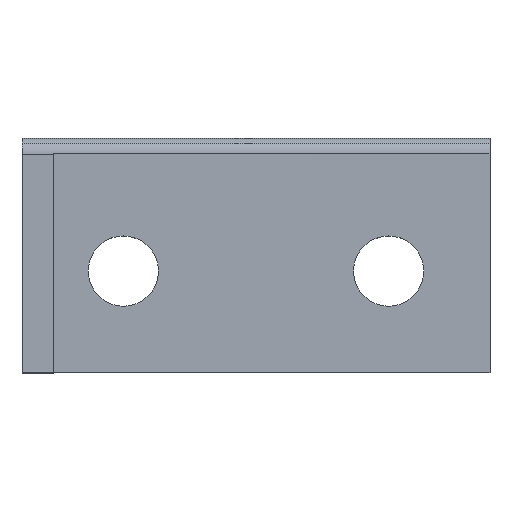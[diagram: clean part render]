
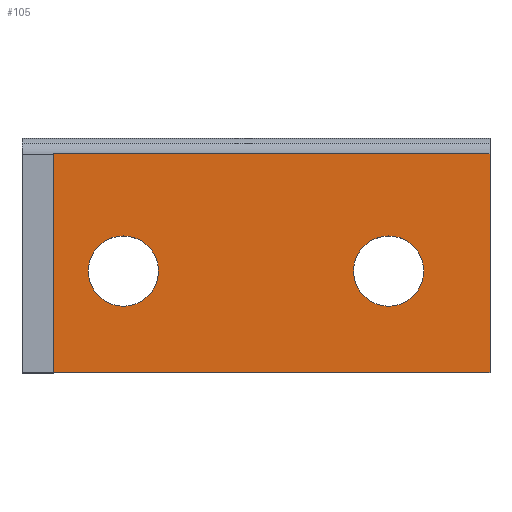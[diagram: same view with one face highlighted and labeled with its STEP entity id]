
A CAD part, top view. The second image highlights one B-rep face of the part: STEP entity #105.
In plain terms, the highlighted planar face has unit normal (0, 0, 1).
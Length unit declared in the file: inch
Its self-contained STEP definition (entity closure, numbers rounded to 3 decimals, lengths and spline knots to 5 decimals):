
#105=ADVANCED_FACE('',(#230,#231,#232),#233,.T.);
#230=FACE_OUTER_BOUND('',#405,.T.);
#231=FACE_BOUND('',#406,.T.);
#232=FACE_BOUND('',#407,.T.);
#233=PLANE('',#408);
#405=EDGE_LOOP('',(#731,#732,#733,#734));
#406=EDGE_LOOP('',(#735,#736,#737,#738));
#407=EDGE_LOOP('',(#739,#740,#741,#742));
#408=AXIS2_PLACEMENT_3D('',#743,#744,#745);
#731=ORIENTED_EDGE('',*,*,#1042,.F.);
#732=ORIENTED_EDGE('',*,*,#1043,.T.);
#733=ORIENTED_EDGE('',*,*,#1025,.F.);
#734=ORIENTED_EDGE('',*,*,#1036,.F.);
#735=ORIENTED_EDGE('',*,*,#1044,.F.);
#736=ORIENTED_EDGE('',*,*,#1045,.F.);
#737=ORIENTED_EDGE('',*,*,#1046,.F.);
#738=ORIENTED_EDGE('',*,*,#1047,.F.);
#739=ORIENTED_EDGE('',*,*,#1048,.F.);
#740=ORIENTED_EDGE('',*,*,#1049,.F.);
#741=ORIENTED_EDGE('',*,*,#1050,.F.);
#742=ORIENTED_EDGE('',*,*,#1051,.F.);
#743=CARTESIAN_POINT('',(0.93743,0.46879,2.3124));
#744=DIRECTION('',(0.,0.,1.0));
#745=DIRECTION('',(0.0,-1.0,0.));
#1025=EDGE_CURVE('',#1244,#1238,#1246,.T.);
#1036=EDGE_CURVE('',#1259,#1244,#1262,.T.);
#1042=EDGE_CURVE('',#1268,#1259,#1269,.T.);
#1043=EDGE_CURVE('',#1268,#1238,#1270,.T.);
#1044=EDGE_CURVE('',#1271,#1272,#1273,.T.);
#1045=EDGE_CURVE('',#1274,#1271,#1275,.T.);
#1046=EDGE_CURVE('',#1276,#1274,#1277,.T.);
#1047=EDGE_CURVE('',#1272,#1276,#1278,.T.);
#1048=EDGE_CURVE('',#1279,#1280,#1281,.T.);
#1049=EDGE_CURVE('',#1282,#1279,#1283,.T.);
#1050=EDGE_CURVE('',#1284,#1282,#1285,.T.);
#1051=EDGE_CURVE('',#1280,#1284,#1286,.T.);
#1238=VERTEX_POINT('',#1564);
#1244=VERTEX_POINT('',#1571);
#1246=LINE('',#1574,#1575);
#1259=VERTEX_POINT('',#1594);
#1262=LINE('',#1597,#1598);
#1268=VERTEX_POINT('',#1605);
#1269=LINE('',#1606,#1607);
#1270=LINE('',#1608,#1609);
#1271=VERTEX_POINT('',#1610);
#1272=VERTEX_POINT('',#1611);
#1273=B_SPLINE_CURVE_WITH_KNOTS('',3,(#1612,#1613,#1614,#1615),.UNSPECIFIED.,.F.,.F.,(4,4),(-1.0,-0.0),.UNSPECIFIED.);
#1274=VERTEX_POINT('',#1616);
#1275=B_SPLINE_CURVE_WITH_KNOTS('',3,(#1617,#1618,#1619,#1620),.UNSPECIFIED.,.F.,.F.,(4,4),(-1.0,-0.0),.UNSPECIFIED.);
#1276=VERTEX_POINT('',#1621);
#1277=B_SPLINE_CURVE_WITH_KNOTS('',3,(#1622,#1623,#1624,#1625),.UNSPECIFIED.,.F.,.F.,(4,4),(-1.0,-0.0),.UNSPECIFIED.);
#1278=B_SPLINE_CURVE_WITH_KNOTS('',3,(#1626,#1627,#1628,#1629),.UNSPECIFIED.,.F.,.F.,(4,4),(-1.0,-0.0),.UNSPECIFIED.);
#1279=VERTEX_POINT('',#1630);
#1280=VERTEX_POINT('',#1631);
#1281=B_SPLINE_CURVE_WITH_KNOTS('',3,(#1632,#1633,#1634,#1635),.UNSPECIFIED.,.F.,.F.,(4,4),(-1.0,-0.0),.UNSPECIFIED.);
#1282=VERTEX_POINT('',#1636);
#1283=B_SPLINE_CURVE_WITH_KNOTS('',3,(#1637,#1638,#1639,#1640),.UNSPECIFIED.,.F.,.F.,(4,4),(-1.0,-0.0),.UNSPECIFIED.);
#1284=VERTEX_POINT('',#1641);
#1285=B_SPLINE_CURVE_WITH_KNOTS('',3,(#1642,#1643,#1644,#1645),.UNSPECIFIED.,.F.,.F.,(4,4),(-1.0,-0.0),.UNSPECIFIED.);
#1286=B_SPLINE_CURVE_WITH_KNOTS('',3,(#1646,#1647,#1648,#1649),.UNSPECIFIED.,.F.,.F.,(4,4),(-1.0,-0.0),.UNSPECIFIED.);
#1564=CARTESIAN_POINT('',(0.125,0.00003,2.3124));
#1571=CARTESIAN_POINT('',(1.87488,0.00003,2.3124));
#1574=CARTESIAN_POINT('',(1.87488,0.00003,2.3124));
#1575=VECTOR('',#1842,1.0);
#1594=CARTESIAN_POINT('',(1.87488,0.87563,2.3124));
#1597=CARTESIAN_POINT('',(1.87488,0.93754,2.3124));
#1598=VECTOR('',#1852,1.0);
#1605=CARTESIAN_POINT('',(0.125,0.87563,2.3124));
#1606=CARTESIAN_POINT('',(0.53121,0.87563,2.3124));
#1607=VECTOR('',#1860,1.0);
#1608=CARTESIAN_POINT('',(0.125,0.46878,2.3124));
#1609=VECTOR('',#1861,1.0);
#1610=CARTESIAN_POINT('',(0.40618,0.54689,2.3124));
#1611=CARTESIAN_POINT('',(0.26556,0.40628,2.3124));
#1612=CARTESIAN_POINT('',(0.40618,0.54689,2.3124));
#1613=CARTESIAN_POINT('',(0.32852,0.54689,2.3124));
#1614=CARTESIAN_POINT('',(0.26556,0.48395,2.3124));
#1615=CARTESIAN_POINT('',(0.26556,0.40628,2.3124));
#1616=CARTESIAN_POINT('',(0.54681,0.40628,2.3124));
#1617=CARTESIAN_POINT('',(0.54681,0.40628,2.3124));
#1618=CARTESIAN_POINT('',(0.54681,0.48395,2.3124));
#1619=CARTESIAN_POINT('',(0.48385,0.54689,2.3124));
#1620=CARTESIAN_POINT('',(0.40618,0.54689,2.3124));
#1621=CARTESIAN_POINT('',(0.40618,0.26566,2.3124));
#1622=CARTESIAN_POINT('',(0.40618,0.26566,2.3124));
#1623=CARTESIAN_POINT('',(0.48385,0.26566,2.3124));
#1624=CARTESIAN_POINT('',(0.54681,0.32861,2.3124));
#1625=CARTESIAN_POINT('',(0.54681,0.40628,2.3124));
#1626=CARTESIAN_POINT('',(0.26556,0.40628,2.3124));
#1627=CARTESIAN_POINT('',(0.26556,0.32861,2.3124));
#1628=CARTESIAN_POINT('',(0.32852,0.26566,2.3124));
#1629=CARTESIAN_POINT('',(0.40618,0.26566,2.3124));
#1630=CARTESIAN_POINT('',(1.46868,0.54689,2.3124));
#1631=CARTESIAN_POINT('',(1.32806,0.40628,2.3124));
#1632=CARTESIAN_POINT('',(1.46868,0.54689,2.3124));
#1633=CARTESIAN_POINT('',(1.39099,0.54689,2.3124));
#1634=CARTESIAN_POINT('',(1.32806,0.48395,2.3124));
#1635=CARTESIAN_POINT('',(1.32806,0.40628,2.3124));
#1636=CARTESIAN_POINT('',(1.60928,0.40628,2.3124));
#1637=CARTESIAN_POINT('',(1.60928,0.40628,2.3124));
#1638=CARTESIAN_POINT('',(1.60928,0.48395,2.3124));
#1639=CARTESIAN_POINT('',(1.54635,0.54689,2.3124));
#1640=CARTESIAN_POINT('',(1.46868,0.54689,2.3124));
#1641=CARTESIAN_POINT('',(1.46868,0.26566,2.3124));
#1642=CARTESIAN_POINT('',(1.46868,0.26566,2.3124));
#1643=CARTESIAN_POINT('',(1.54635,0.26566,2.3124));
#1644=CARTESIAN_POINT('',(1.60928,0.32861,2.3124));
#1645=CARTESIAN_POINT('',(1.60928,0.40628,2.3124));
#1646=CARTESIAN_POINT('',(1.32806,0.40628,2.3124));
#1647=CARTESIAN_POINT('',(1.32806,0.32861,2.3124));
#1648=CARTESIAN_POINT('',(1.39099,0.26566,2.3124));
#1649=CARTESIAN_POINT('',(1.46868,0.26566,2.3124));
#1842=DIRECTION('',(-1.0,0.0,0.0));
#1852=DIRECTION('',(0.0,-1.0,0.0));
#1860=DIRECTION('',(1.0,0.0,0.0));
#1861=DIRECTION('',(0.,-1.0,0.));
